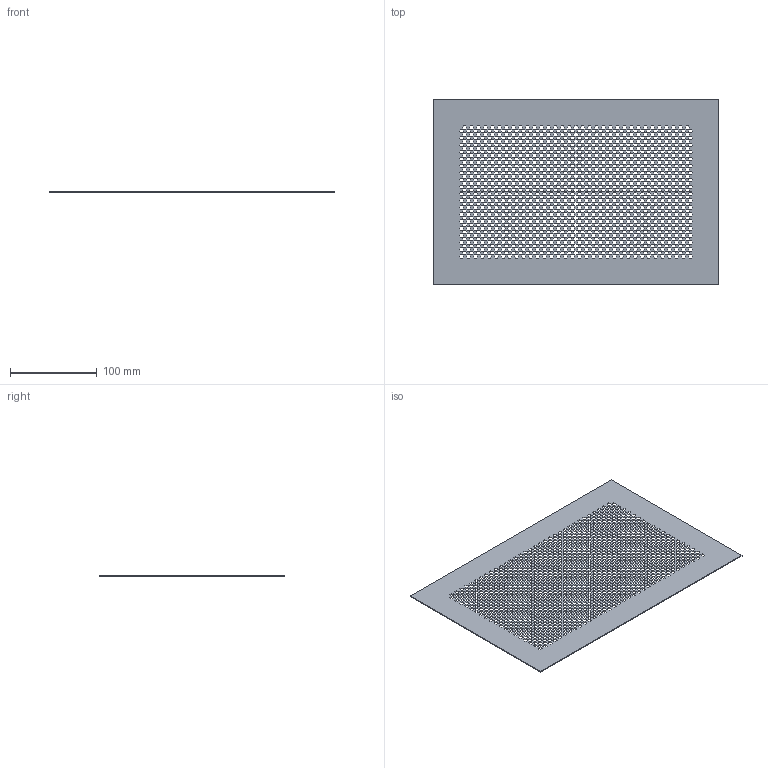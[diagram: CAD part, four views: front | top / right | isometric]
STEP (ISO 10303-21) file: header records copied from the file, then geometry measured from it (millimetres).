
FILE_DESCRIPTION(/* description */ (''),/* implementation_level */ '2;1');
FILE_NAME(/* name */ '1009986_3D.stp',/* time_stamp */ '2022-09-16T07:48:18+02:00',/* author */ ('kotzmaier'),/* organization */ ('Fa. Bopla'),/* preprocessor_version */ 'ST-DEVELOPER v18.1',/* originating_system */ 'Autodesk Inventor 2022',/* authorisation */ '');
FILE_SCHEMA (('AUTOMOTIVE_DESIGN { 1 0 10303 214 3 1 1 }'));
Products named in the file (1): 1009968_3D
Bounding box: 327.52 x 213 x 1 mm (x, y, z)
Volume: 52122.6 mm3; surface area: 122965.4 mm2
Topology: 1 solids, 1 shells, 7644 faces, 22926 edges, 15284 vertices
Faces by surface type: plane 7644
Entity records: 257345 total; most frequent: CARTESIAN_POINT 45855, ORIENTED_EDGE 45852, DIRECTION 38216, LINE 22926, VECTOR 22926, EDGE_CURVE 22926, VERTEX_POINT 15284, EDGE_LOOP 10190
